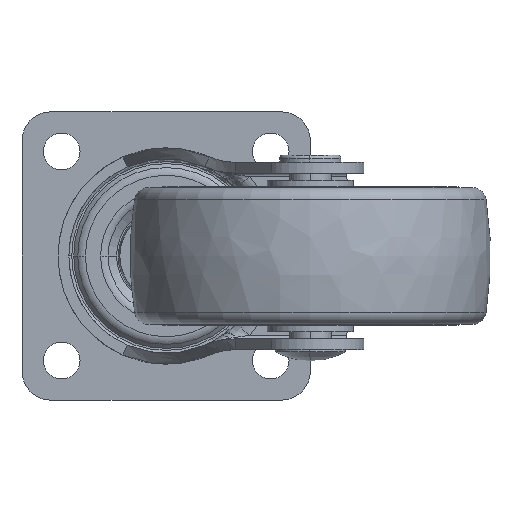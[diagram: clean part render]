
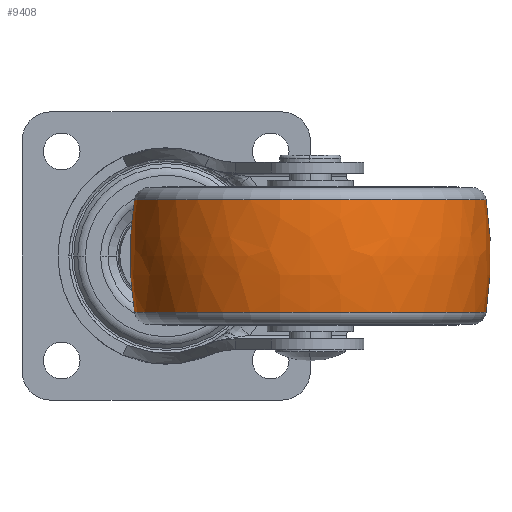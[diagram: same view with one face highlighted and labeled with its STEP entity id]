
A CAD part, front view. The second image highlights one B-rep face of the part: STEP entity #9408.
In plain terms, the highlighted free-form (B-spline) face has degree [3, 3] with [7, 4] control points.
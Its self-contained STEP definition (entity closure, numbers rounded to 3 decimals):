
#7597=CARTESIAN_POINT('',(0.,0.,7.813));
#7598=DIRECTION('',(0.,0.,1.));
#7599=DIRECTION('',(-1.,0.,0.));
#7600=AXIS2_PLACEMENT_3D('',#7597,#7598,#7599);
#7602=CARTESIAN_POINT('',(0.,0.,-7.813));
#7603=DIRECTION('',(0.,0.,1.));
#7604=DIRECTION('',(-1.,0.,0.));
#7605=AXIS2_PLACEMENT_3D('',#7602,#7603,#7604);
#7642=CARTESIAN_POINT('',(25.,0.,0.));
#7643=DIRECTION('',(0.,1.,0.));
#7644=DIRECTION('',(-0.988,0.,-0.156));
#7645=AXIS2_PLACEMENT_3D('',#7642,#7643,#7644);
#7652=CARTESIAN_POINT('',(-25.,0.,0.));
#7653=DIRECTION('',(0.,-1.,0.));
#7654=DIRECTION('',(0.988,0.,-0.156));
#7655=AXIS2_PLACEMENT_3D('',#7652,#7653,#7654);
#9115=CARTESIAN_POINT('',(-24.386,0.,7.813));
#9116=CARTESIAN_POINT('',(24.386,0.,7.813));
#9117=VERTEX_POINT('',#9115);
#9118=VERTEX_POINT('',#9116);
#9119=CARTESIAN_POINT('',(-24.386,0.,-7.813));
#9120=CARTESIAN_POINT('',(24.386,0.,-7.813));
#9121=VERTEX_POINT('',#9119);
#9122=VERTEX_POINT('',#9120);
#9369=CARTESIAN_POINT('',(-24.288,1.528,
-8.122));
#9370=CARTESIAN_POINT('',(-25.174,1.584,
-2.732));
#9371=CARTESIAN_POINT('',(-25.174,1.584,2.732));
#9372=CARTESIAN_POINT('',(-24.288,1.528,8.122));
#9373=CARTESIAN_POINT('',(-25.228,-13.419,
-8.122));
#9374=CARTESIAN_POINT('',(-26.148,-13.908,
-2.732));
#9375=CARTESIAN_POINT('',(-26.148,-13.908,
2.732));
#9376=CARTESIAN_POINT('',(-25.228,-13.419,
8.122));
#9377=CARTESIAN_POINT('',(-14.976,-24.336,
-8.122));
#9378=CARTESIAN_POINT('',(-15.522,-25.223,
-2.732));
#9379=CARTESIAN_POINT('',(-15.522,-25.223,
2.732));
#9380=CARTESIAN_POINT('',(-14.976,-24.336,
8.122));
#9381=CARTESIAN_POINT('',(0.,-24.336,-8.122));
#9382=CARTESIAN_POINT('',(0.,-25.223,-2.732));
#9383=CARTESIAN_POINT('',(0.,-25.223,2.732));
#9384=CARTESIAN_POINT('',(0.,-24.336,8.122));
#9385=CARTESIAN_POINT('',(14.976,-24.336,
-8.122));
#9386=CARTESIAN_POINT('',(15.522,-25.223,
-2.732));
#9387=CARTESIAN_POINT('',(15.522,-25.223,2.732));
#9388=CARTESIAN_POINT('',(14.976,-24.336,8.122));
#9389=CARTESIAN_POINT('',(25.228,-13.419,
-8.122));
#9390=CARTESIAN_POINT('',(26.148,-13.908,
-2.732));
#9391=CARTESIAN_POINT('',(26.148,-13.908,2.732));
#9392=CARTESIAN_POINT('',(25.228,-13.419,8.122));
#9393=CARTESIAN_POINT('',(24.288,1.528,-8.122));
#9394=CARTESIAN_POINT('',(25.174,1.584,-2.732));
#9395=CARTESIAN_POINT('',(25.174,1.584,2.732));
#9396=CARTESIAN_POINT('',(24.288,1.528,8.122));
#9397=(BOUNDED_SURFACE()B_SPLINE_SURFACE(3,3,((#9369,#9370,#9371,#9372),(#9373,
#9374,#9375,#9376),(#9377,#9378,#9379,#9380),(#9381,#9382,#9383,#9384),(#9385,
#9386,#9387,#9388),(#9389,#9390,#9391,#9392),(#9393,#9394,#9395,#9396)),
.UNSPECIFIED.,.F.,.F.,.F.)B_SPLINE_SURFACE_WITH_KNOTS((4,3,4),(4,4),(0.,1.,
2.),(0.,1.),.UNSPECIFIED.)GEOMETRIC_REPRESENTATION_ITEM()RATIONAL_B_SPLINE_SURFACE(((1.195,1.185,1.185,1.195),(
0.944,0.935,0.935,0.944),(
0.944,0.935,0.935,0.944),(
1.195,1.185,1.185,1.195),(
0.944,0.935,0.935,0.944),(
0.944,0.935,0.935,0.944),(
1.195,1.185,1.185,1.195)))REPRESENTATION_ITEM('')SURFACE());
#9399=ORIENTED_EDGE('',*,*,#9398,.T.);
#9401=ORIENTED_EDGE('',*,*,#9400,.F.);
#9403=ORIENTED_EDGE('',*,*,#9402,.F.);
#9405=ORIENTED_EDGE('',*,*,#9404,.T.);
#9406=EDGE_LOOP('',(#9399,#9401,#9403,#9405));
#9407=FACE_OUTER_BOUND('',#9406,.F.);
#7601=CIRCLE('',#7600,24.386);
#7606=CIRCLE('',#7605,24.386);
#7646=CIRCLE('',#7645,50.);
#7656=CIRCLE('',#7655,50.);
#9398=EDGE_CURVE('',#9117,#9118,#7601,.T.);
#9400=EDGE_CURVE('',#9122,#9118,#7656,.T.);
#9402=EDGE_CURVE('',#9121,#9122,#7606,.T.);
#9404=EDGE_CURVE('',#9121,#9117,#7646,.T.);
#9408=ADVANCED_FACE('',(#9407),#9397,.T.);
